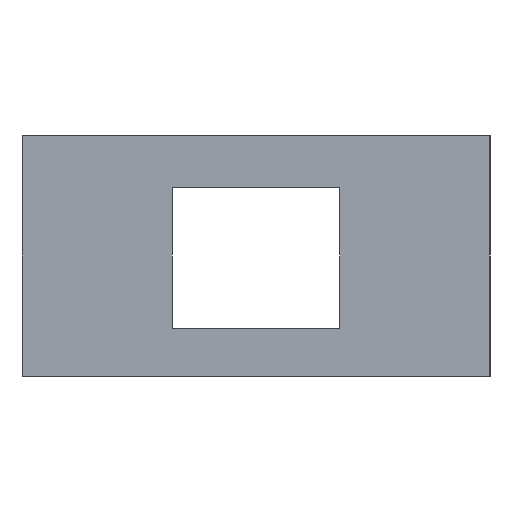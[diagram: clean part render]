
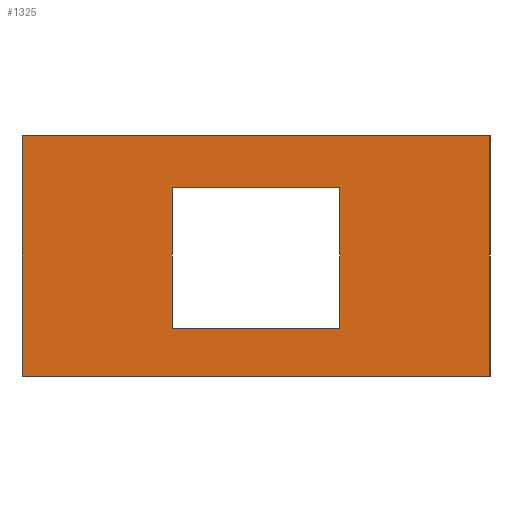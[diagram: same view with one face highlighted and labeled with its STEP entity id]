
A CAD part, left-side view. The second image highlights one B-rep face of the part: STEP entity #1325.
In plain terms, the highlighted planar face has unit normal (-1, 0, 0).
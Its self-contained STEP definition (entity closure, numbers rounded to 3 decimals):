
#14 = DIRECTION ( 'NONE',  ( 0., 0., -1. ) ) ;
#28 = VECTOR ( 'NONE', #1168, 1000. ) ;
#44 = VECTOR ( 'NONE', #580, 1000. ) ;
#49 = LINE ( 'NONE', #1462, #1702 ) ;
#56 = CARTESIAN_POINT ( 'NONE',  ( -40., -6.25, 3.6 ) ) ;
#76 = ORIENTED_EDGE ( 'NONE', *, *, #1335, .F. ) ;
#108 = DIRECTION ( 'NONE',  ( 0., -1., 0. ) ) ;
#132 = LINE ( 'NONE', #1057, #44 ) ;
#206 = VECTOR ( 'NONE', #14, 1000. ) ;
#220 = AXIS2_PLACEMENT_3D ( 'NONE', #602, #1229, #443 ) ;
#261 = ORIENTED_EDGE ( 'NONE', *, *, #426, .F. ) ;
#297 = PLANE ( 'NONE',  #220 ) ;
#365 = CARTESIAN_POINT ( 'NONE',  ( -40., 17.5, 2. ) ) ;
#366 = EDGE_CURVE ( 'NONE', #1901, #830, #1040, .T. ) ;
#417 = CARTESIAN_POINT ( 'NONE',  ( -40., 6.25, 3.6 ) ) ;
#426 = EDGE_CURVE ( 'NONE', #1762, #733, #1780, .T. ) ;
#443 = DIRECTION ( 'NONE',  ( 0., 1., 0. ) ) ;
#543 = EDGE_LOOP ( 'NONE', ( #842, #261, #1478, #1097 ) ) ;
#580 = DIRECTION ( 'NONE',  ( 0., -1., 0. ) ) ;
#586 = VECTOR ( 'NONE', #108, 1000. ) ;
#602 = CARTESIAN_POINT ( 'NONE',  ( -40., 17.5, 2. ) ) ;
#611 = FACE_OUTER_BOUND ( 'NONE', #543, .T. ) ;
#647 = LINE ( 'NONE', #365, #206 ) ;
#733 = VERTEX_POINT ( 'NONE', #1166 ) ;
#830 = VERTEX_POINT ( 'NONE', #417 ) ;
#842 = ORIENTED_EDGE ( 'NONE', *, *, #849, .T. ) ;
#848 = CARTESIAN_POINT ( 'NONE',  ( -40., 6.25, 3.6 ) ) ;
#849 = EDGE_CURVE ( 'NONE', #1542, #733, #132, .T. ) ;
#887 = LINE ( 'NONE', #1965, #586 ) ;
#975 = VERTEX_POINT ( 'NONE', #1506 ) ;
#1012 = CARTESIAN_POINT ( 'NONE',  ( -40., 6.25, 14.1 ) ) ;
#1016 = VECTOR ( 'NONE', #1798, 1000. ) ;
#1026 = CARTESIAN_POINT ( 'NONE',  ( -40., 17.5, 0. ) ) ;
#1040 = LINE ( 'NONE', #848, #1016 ) ;
#1056 = DIRECTION ( 'NONE',  ( 0., 0., 1. ) ) ;
#1057 = CARTESIAN_POINT ( 'NONE',  ( -40., 17.5, 0. ) ) ;
#1078 = EDGE_CURVE ( 'NONE', #1589, #1762, #887, .T. ) ;
#1095 = CARTESIAN_POINT ( 'NONE',  ( -40., -17.5, 18. ) ) ;
#1097 = ORIENTED_EDGE ( 'NONE', *, *, #1235, .T. ) ;
#1126 = DIRECTION ( 'NONE',  ( 0., -1., 0. ) ) ;
#1130 = ORIENTED_EDGE ( 'NONE', *, *, #366, .F. ) ;
#1166 = CARTESIAN_POINT ( 'NONE',  ( -40., -17.5, 0. ) ) ;
#1168 = DIRECTION ( 'NONE',  ( 0., 0., -1. ) ) ;
#1179 = EDGE_CURVE ( 'NONE', #830, #1907, #49, .T. ) ;
#1229 = DIRECTION ( 'NONE',  ( 1., 0., 0. ) ) ;
#1235 = EDGE_CURVE ( 'NONE', #1589, #1542, #647, .T. ) ;
#1240 = CARTESIAN_POINT ( 'NONE',  ( -40., 6.25, 14.1 ) ) ;
#1316 = CARTESIAN_POINT ( 'NONE',  ( -40., -17.5, 2. ) ) ;
#1325 = ADVANCED_FACE ( 'NONE', ( #1835, #611 ), #297, .F. ) ;
#1335 = EDGE_CURVE ( 'NONE', #975, #1901, #1701, .T. ) ;
#1462 = CARTESIAN_POINT ( 'NONE',  ( -40., 6.25, 3.6 ) ) ;
#1478 = ORIENTED_EDGE ( 'NONE', *, *, #1078, .F. ) ;
#1506 = CARTESIAN_POINT ( 'NONE',  ( -40., -6.25, 14.1 ) ) ;
#1530 = LINE ( 'NONE', #1539, #1615 ) ;
#1539 = CARTESIAN_POINT ( 'NONE',  ( -40., -6.25, 3.6 ) ) ;
#1542 = VERTEX_POINT ( 'NONE', #1026 ) ;
#1584 = ORIENTED_EDGE ( 'NONE', *, *, #1950, .F. ) ;
#1589 = VERTEX_POINT ( 'NONE', #1657 ) ;
#1615 = VECTOR ( 'NONE', #1056, 1000. ) ;
#1657 = CARTESIAN_POINT ( 'NONE',  ( -40., 17.5, 18. ) ) ;
#1659 = ORIENTED_EDGE ( 'NONE', *, *, #1179, .F. ) ;
#1701 = LINE ( 'NONE', #1240, #1973 ) ;
#1702 = VECTOR ( 'NONE', #1126, 1000. ) ;
#1762 = VERTEX_POINT ( 'NONE', #1095 ) ;
#1780 = LINE ( 'NONE', #1316, #28 ) ;
#1798 = DIRECTION ( 'NONE',  ( 0., 0., -1. ) ) ;
#1803 = EDGE_LOOP ( 'NONE', ( #1584, #1659, #1130, #76 ) ) ;
#1835 = FACE_BOUND ( 'NONE', #1803, .T. ) ;
#1843 = DIRECTION ( 'NONE',  ( 0., 1., 0. ) ) ;
#1901 = VERTEX_POINT ( 'NONE', #1012 ) ;
#1907 = VERTEX_POINT ( 'NONE', #56 ) ;
#1950 = EDGE_CURVE ( 'NONE', #1907, #975, #1530, .T. ) ;
#1965 = CARTESIAN_POINT ( 'NONE',  ( -40., 17.5, 18. ) ) ;
#1973 = VECTOR ( 'NONE', #1843, 1000. ) ;
